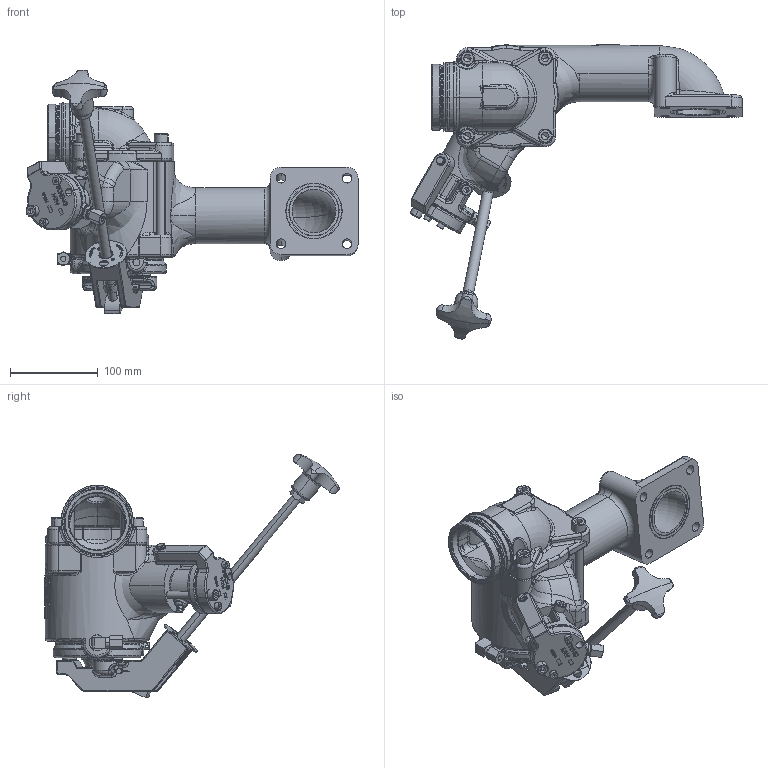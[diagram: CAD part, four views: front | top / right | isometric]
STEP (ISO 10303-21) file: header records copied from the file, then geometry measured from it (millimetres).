
FILE_DESCRIPTION (( 'STEP AP214' ), '1' );
FILE_NAME ('VA80-2MD_252258.STEP', '2013-09-02T11:17:27', ( 'Admin2' ), ( '' ), 'SwSTEP 2.0', 'SolidWorks 2010', '' );
FILE_SCHEMA (( 'AUTOMOTIVE_DESIGN' ));
Length unit declared in the file: millimetre
Products named in the file (1): VA80-2MD_252258
Bounding box: 377.44 x 334.56 x 277.15 mm (x, y, z)
Surface area: 305733.5 mm2 (no closed solid volume)
Topology: 0 solids, 66 shells, 1373 faces, 4601 edges, 3102 vertices
Faces by surface type: cylinder 438, plane 375, bspline 266, torus 196, cone 72, sphere 26
Entity records: 87122 total; most frequent: CARTESIAN_POINT 35522, ORIENTED_EDGE 7356, DIRECTION 7017, EDGE_CURVE 4537, VERTEX_POINT 3101, AXIS2_PLACEMENT_3D 2674, VECTOR 1669, LINE 1669
